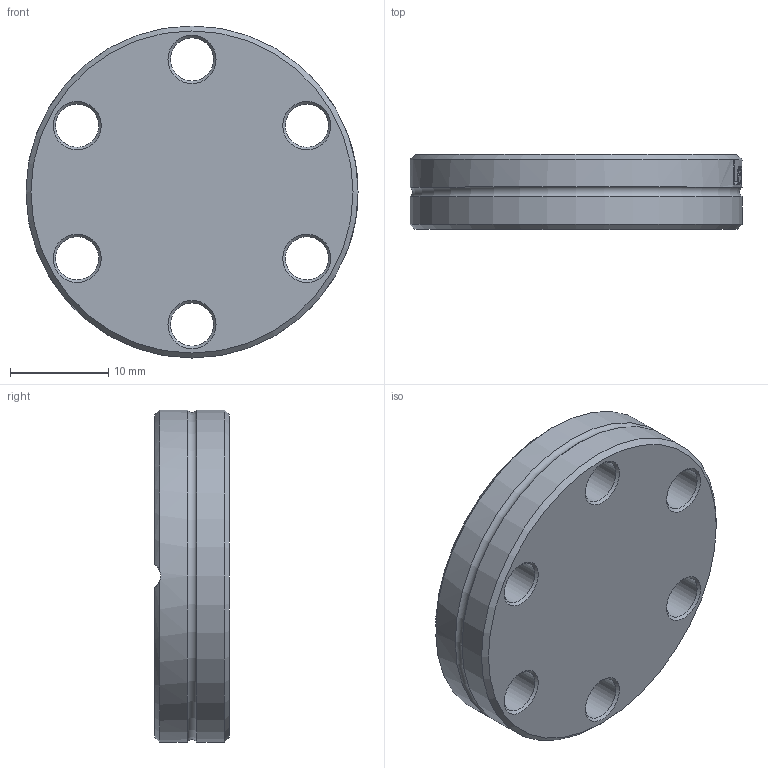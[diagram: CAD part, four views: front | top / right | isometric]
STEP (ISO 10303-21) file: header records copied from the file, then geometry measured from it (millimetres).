
FILE_DESCRIPTION(/* description */ (''),/* implementation_level */ '2;1');
FILE_NAME(/* name */ 'FL-16CF.stp',/* time_stamp */ '2018-01-11T11:05:45+00:00',/* author */ ('paul'),/* organization */ (''),/* preprocessor_version */ 'ST-DEVELOPER v16.13',/* originating_system */ 'Autodesk Inventor 2018',/* authorisation */ '');
FILE_SCHEMA (('AUTOMOTIVE_DESIGN { 1 0 10303 214 3 1 1 }'));
Length unit declared in the file: millimetre
Products named in the file (1): FL-16CF
Bounding box: 33.8 x 7.6 x 33.8 mm (x, y, z)
Volume: 5665.3 mm3; surface area: 3105.3 mm2
Topology: 1 solids, 1 shells, 124 faces, 332 edges, 218 vertices
Faces by surface type: plane 46, bspline 41, cylinder 19, cone 17, torus 1
Full cylindrical faces by diameter (mm): 4.4 x6, 21.4 x1, 33.8 x2
Entity records: 5091 total; most frequent: CARTESIAN_POINT 2291, ORIENTED_EDGE 598, DIRECTION 473, EDGE_CURVE 299, VERTEX_POINT 210, AXIS2_PLACEMENT_3D 181, EDGE_LOOP 169, FACE_OUTER_BOUND 124
